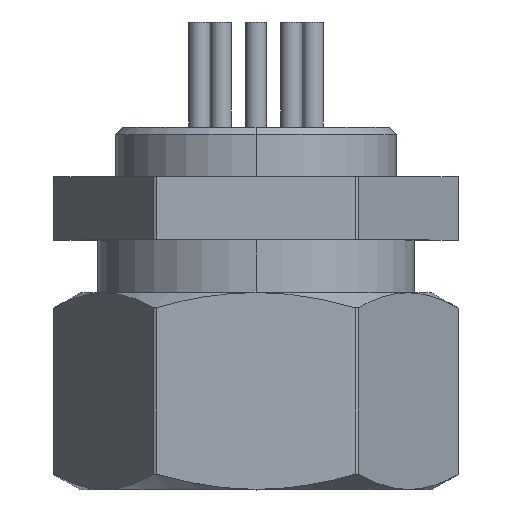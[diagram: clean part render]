
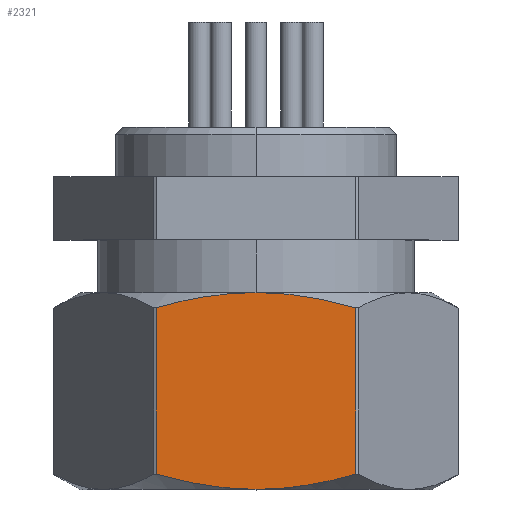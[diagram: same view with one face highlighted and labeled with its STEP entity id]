
A CAD part, top view. The second image highlights one B-rep face of the part: STEP entity #2321.
In plain terms, the highlighted planar face has unit normal (0, 0, 1).
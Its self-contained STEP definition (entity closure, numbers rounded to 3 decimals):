
#2238=CARTESIAN_POINT('',(2.887,0.0,5.));
#2239=DIRECTION('',(0.0,0.0,1.0));
#2240=DIRECTION('',(1.0,0.0,0.0));
#2241=AXIS2_PLACEMENT_3D('',#2238,#2239,#2240);
#2242=PLANE('',#2241);
#2243=CARTESIAN_POINT('',(2.839,-6.667,5.));
#2244=VERTEX_POINT('',#2243);
#2245=CARTESIAN_POINT('',(0.0,-7.1,5.0));
#2246=VERTEX_POINT('',#2245);
#2247=CARTESIAN_POINT('',(2.839,-6.667,5.));
#2248=CARTESIAN_POINT('',(1.321,-7.1,5.));
#2249=CARTESIAN_POINT('',(0.0,-7.1,5.0));
#2257=(BOUNDED_CURVE()B_SPLINE_CURVE(2,(#2247,#2248,#2249),.UNSPECIFIED.,.F.,.U.)B_SPLINE_CURVE_WITH_KNOTS((3,3),(0.0,0.288),.UNSPECIFIED.)CURVE()GEOMETRIC_REPRESENTATION_ITEM()RATIONAL_B_SPLINE_CURVE((1.0,1.037,1.0))REPRESENTATION_ITEM(''));
#2258=EDGE_CURVE('',#2244,#2246,#2257,.T.);
#2259=ORIENTED_EDGE('',*,*,#2258,.F.);
#2260=CARTESIAN_POINT('',(2.839,-1.933,5.));
#2261=VERTEX_POINT('',#2260);
#2262=CARTESIAN_POINT('',(2.839,-1.933,5.));
#2263=DIRECTION('',(0.0,-1.0,0.0));
#2264=VECTOR('',#2263,4.734);
#2265=LINE('',#2262,#2264);
#2266=EDGE_CURVE('',#2261,#2244,#2265,.T.);
#2267=ORIENTED_EDGE('',*,*,#2266,.F.);
#2268=CARTESIAN_POINT('',(0.0,-1.5,5.0));
#2269=VERTEX_POINT('',#2268);
#2270=CARTESIAN_POINT('',(0.0,-1.5,5.0));
#2271=CARTESIAN_POINT('',(1.321,-1.5,5.));
#2272=CARTESIAN_POINT('',(2.839,-1.933,5.));
#2280=(BOUNDED_CURVE()B_SPLINE_CURVE(2,(#2270,#2271,#2272),.UNSPECIFIED.,.F.,.U.)B_SPLINE_CURVE_WITH_KNOTS((3,3),(0.288,0.576),.UNSPECIFIED.)CURVE()GEOMETRIC_REPRESENTATION_ITEM()RATIONAL_B_SPLINE_CURVE((1.0,1.037,1.0))REPRESENTATION_ITEM(''));
#2281=EDGE_CURVE('',#2269,#2261,#2280,.T.);
#2282=ORIENTED_EDGE('',*,*,#2281,.F.);
#2283=CARTESIAN_POINT('',(-2.839,-1.933,5.));
#2284=VERTEX_POINT('',#2283);
#2285=CARTESIAN_POINT('',(-2.839,-1.933,5.));
#2286=CARTESIAN_POINT('',(-1.321,-1.5,5.));
#2287=CARTESIAN_POINT('',(0.0,-1.5,5.0));
#2295=(BOUNDED_CURVE()B_SPLINE_CURVE(2,(#2285,#2286,#2287),.UNSPECIFIED.,.F.,.U.)B_SPLINE_CURVE_WITH_KNOTS((3,3),(0.0,0.288),.UNSPECIFIED.)CURVE()GEOMETRIC_REPRESENTATION_ITEM()RATIONAL_B_SPLINE_CURVE((1.0,1.037,1.0))REPRESENTATION_ITEM(''));
#2296=EDGE_CURVE('',#2284,#2269,#2295,.T.);
#2297=ORIENTED_EDGE('',*,*,#2296,.F.);
#2298=CARTESIAN_POINT('',(-2.839,-6.667,5.));
#2299=VERTEX_POINT('',#2298);
#2300=CARTESIAN_POINT('',(-2.839,-6.667,5.));
#2301=DIRECTION('',(0.0,1.0,0.0));
#2302=VECTOR('',#2301,4.734);
#2303=LINE('',#2300,#2302);
#2304=EDGE_CURVE('',#2299,#2284,#2303,.T.);
#2305=ORIENTED_EDGE('',*,*,#2304,.F.);
#2306=CARTESIAN_POINT('',(0.0,-7.1,5.0));
#2307=CARTESIAN_POINT('',(-1.321,-7.1,5.));
#2308=CARTESIAN_POINT('',(-2.839,-6.667,5.));
#2316=(BOUNDED_CURVE()B_SPLINE_CURVE(2,(#2306,#2307,#2308),.UNSPECIFIED.,.F.,.U.)B_SPLINE_CURVE_WITH_KNOTS((3,3),(0.288,0.576),.UNSPECIFIED.)CURVE()GEOMETRIC_REPRESENTATION_ITEM()RATIONAL_B_SPLINE_CURVE((1.0,1.037,1.0))REPRESENTATION_ITEM(''));
#2317=EDGE_CURVE('',#2246,#2299,#2316,.T.);
#2318=ORIENTED_EDGE('',*,*,#2317,.F.);
#2319=EDGE_LOOP('',(#2259,#2267,#2282,#2297,#2305,#2318));
#2320=FACE_OUTER_BOUND('',#2319,.T.);
#2321=ADVANCED_FACE('',(#2320),#2242,.T.);
